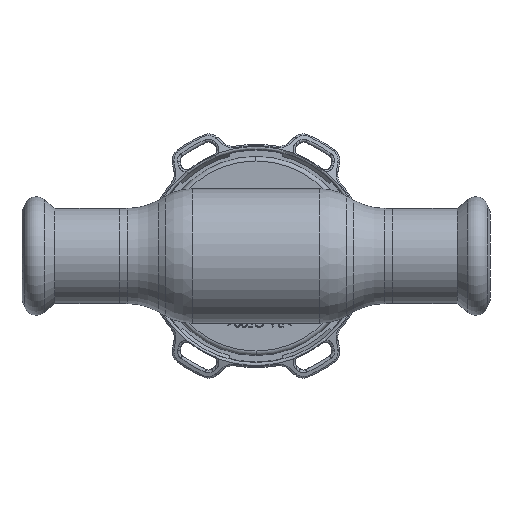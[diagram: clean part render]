
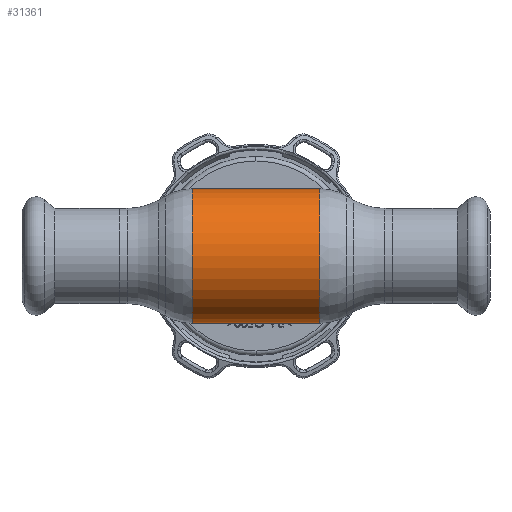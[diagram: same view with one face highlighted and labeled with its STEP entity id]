
A CAD part, front view. The second image highlights one B-rep face of the part: STEP entity #31361.
In plain terms, the highlighted cylindrical face has radius 15 mm (diameter 30 mm), a partial arc.
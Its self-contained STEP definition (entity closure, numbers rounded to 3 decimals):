
#30 = DIRECTION ( 'NONE',  ( 0., 0., 1. ) ) ;
#1010 = VECTOR ( 'NONE', #14267, 1000. ) ;
#4047 = VERTEX_POINT ( 'NONE', #22188 ) ;
#4660 = CARTESIAN_POINT ( 'NONE',  ( 14.285, 0., 15. ) ) ;
#5952 = DIRECTION ( 'NONE',  ( -1., 0., 0. ) ) ;
#6154 = CARTESIAN_POINT ( 'NONE',  ( -62.69, 0., -15. ) ) ;
#6173 = EDGE_CURVE ( 'NONE', #27848, #4047, #26569, .T. ) ;
#6795 = AXIS2_PLACEMENT_3D ( 'NONE', #16853, #13974, #37037 ) ;
#8883 = VERTEX_POINT ( 'NONE', #4660 ) ;
#9203 = CARTESIAN_POINT ( 'NONE',  ( -14.285, 0., 0. ) ) ;
#9900 = EDGE_LOOP ( 'NONE', ( #31376, #25336, #31497, #21092 ) ) ;
#10636 = CIRCLE ( 'NONE', #15533, 15. ) ;
#12111 = EDGE_CURVE ( 'NONE', #27848, #8883, #34260, .T. ) ;
#12597 = EDGE_CURVE ( 'NONE', #4047, #22032, #10636, .T. ) ;
#13668 = CYLINDRICAL_SURFACE ( 'NONE', #28994, 15. ) ;
#13974 = DIRECTION ( 'NONE',  ( -1., 0., 0. ) ) ;
#14267 = DIRECTION ( 'NONE',  ( -1., 0., 0. ) ) ;
#15533 = AXIS2_PLACEMENT_3D ( 'NONE', #9203, #29764, #30 ) ;
#16853 = CARTESIAN_POINT ( 'NONE',  ( 14.285, 0., 0. ) ) ;
#17098 = DIRECTION ( 'NONE',  ( -1., 0., 0. ) ) ;
#21092 = ORIENTED_EDGE ( 'NONE', *, *, #12597, .F. ) ;
#22032 = VERTEX_POINT ( 'NONE', #25973 ) ;
#22188 = CARTESIAN_POINT ( 'NONE',  ( -14.285, 0., -15. ) ) ;
#22796 = DIRECTION ( 'NONE',  ( 0., 0., 1. ) ) ;
#24590 = LINE ( 'NONE', #36213, #1010 ) ;
#25336 = ORIENTED_EDGE ( 'NONE', *, *, #12111, .T. ) ;
#25973 = CARTESIAN_POINT ( 'NONE',  ( -14.285, 0., 15. ) ) ;
#26569 = LINE ( 'NONE', #6154, #30944 ) ;
#27848 = VERTEX_POINT ( 'NONE', #30997 ) ;
#27940 = FACE_OUTER_BOUND ( 'NONE', #9900, .T. ) ;
#28994 = AXIS2_PLACEMENT_3D ( 'NONE', #34056, #17098, #22796 ) ;
#29764 = DIRECTION ( 'NONE',  ( -1., 0., 0. ) ) ;
#30944 = VECTOR ( 'NONE', #5952, 1000. ) ;
#30997 = CARTESIAN_POINT ( 'NONE',  ( 14.285, 0., -15. ) ) ;
#31361 = ADVANCED_FACE ( 'NONE', ( #27940 ), #13668, .T. ) ;
#31376 = ORIENTED_EDGE ( 'NONE', *, *, #6173, .F. ) ;
#31497 = ORIENTED_EDGE ( 'NONE', *, *, #31627, .T. ) ;
#31627 = EDGE_CURVE ( 'NONE', #8883, #22032, #24590, .T. ) ;
#34056 = CARTESIAN_POINT ( 'NONE',  ( -62.69, 0., 0. ) ) ;
#34260 = CIRCLE ( 'NONE', #6795, 15. ) ;
#36213 = CARTESIAN_POINT ( 'NONE',  ( -62.69, 0., 15. ) ) ;
#37037 = DIRECTION ( 'NONE',  ( 0., 0., 1. ) ) ;
